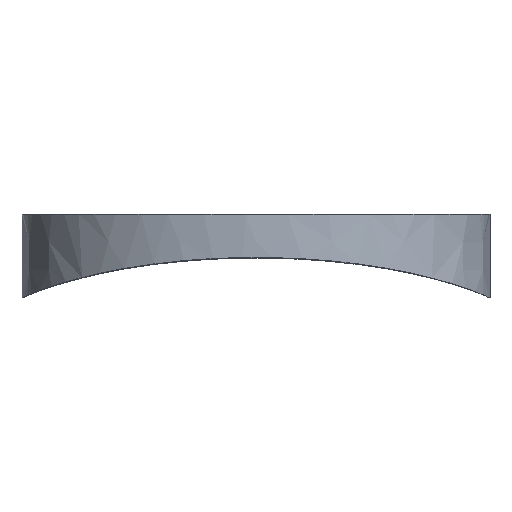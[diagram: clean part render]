
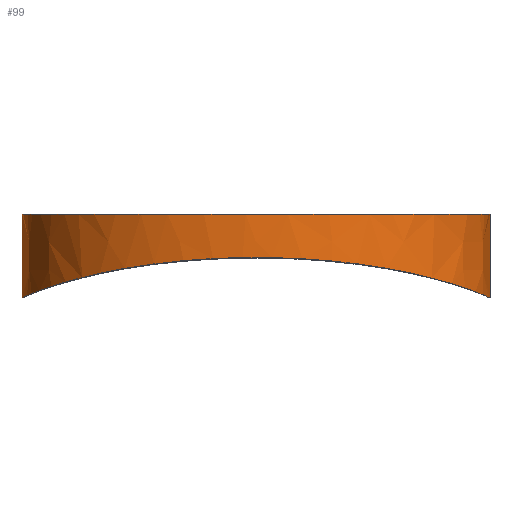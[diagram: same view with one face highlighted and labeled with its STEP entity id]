
A CAD part, top view. The second image highlights one B-rep face of the part: STEP entity #99.
In plain terms, the highlighted free-form (B-spline) face has degree [3, 3] with [13, 4] control points.
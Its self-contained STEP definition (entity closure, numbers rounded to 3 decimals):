
#18=LINE('',#406,#22);
#19=LINE('',#407,#23);
#22=VECTOR('',#126,1000.);
#23=VECTOR('',#127,1000.);
#27=B_SPLINE_SURFACE_WITH_KNOTS('',3,3,((#339,#340,#341,#342),(#343,#344,
#345,#346),(#347,#348,#349,#350),(#351,#352,#353,#354),(#355,#356,#357,
#358),(#359,#360,#361,#362),(#363,#364,#365,#366),(#367,#368,#369,#370),
(#371,#372,#373,#374),(#375,#376,#377,#378),(#379,#380,#381,#382),(#383,
#384,#385,#386),(#387,#388,#389,#390)),.UNSPECIFIED.,.F.,.F.,.F.,(4,1,1,
1,1,1,1,1,1,1,4),(4,4),(3.142,3.338,3.534,
3.927,4.32,4.712,5.105,5.498,
5.89,6.087,6.283),(0.,0.5),
 .UNSPECIFIED.);
#34=FACE_OUTER_BOUND('',#41,.T.);
#41=EDGE_LOOP('',(#80,#81,#82,#83));
#46=B_SPLINE_CURVE_WITH_KNOTS('',3,(#180,#181,#182,#183,#184,#185,#186,
#187,#188,#189,#190,#191,#192,#193,#194,#195,#196,#197,#198,#199,#200,#201,
#202,#203,#204,#205,#206,#207,#208,#209,#210,#211,#212,#213,#214,#215,#216),
 .UNSPECIFIED.,.F.,.F.,(4,3,3,3,3,3,3,3,3,3,3,3,4),(0.,0.143,
0.278,0.446,0.519,0.762,
1.017,1.273,1.515,1.71,1.756,
1.889,2.029),.UNSPECIFIED.);
#50=B_SPLINE_CURVE_WITH_KNOTS('',3,(#393,#394,#395,#396,#397,#398,#399,
#400,#401,#402,#403,#404,#405),.UNSPECIFIED.,.F.,.F.,(4,1,1,1,1,1,1,1,1,
1,4),(3.142,3.338,3.534,3.927,
4.32,4.712,5.105,5.498,5.89,
6.087,6.283),.UNSPECIFIED.);
#52=VERTEX_POINT('',#178);
#53=VERTEX_POINT('',#179);
#58=VERTEX_POINT('',#391);
#59=VERTEX_POINT('',#392);
#60=EDGE_CURVE('',#52,#53,#46,.T.);
#67=EDGE_CURVE('',#58,#59,#50,.T.);
#68=EDGE_CURVE('',#58,#52,#18,.T.);
#69=EDGE_CURVE('',#59,#53,#19,.T.);
#80=ORIENTED_EDGE('',*,*,#67,.F.);
#81=ORIENTED_EDGE('',*,*,#68,.T.);
#82=ORIENTED_EDGE('',*,*,#60,.T.);
#83=ORIENTED_EDGE('',*,*,#69,.F.);
#99=ADVANCED_FACE('',(#34),#27,.F.);
#126=DIRECTION('',(0.,-1.,0.));
#127=DIRECTION('',(0.,-1.,0.));
#178=CARTESIAN_POINT('',(-21.,0.,0.));
#179=CARTESIAN_POINT('',(7.,0.,0.));
#180=CARTESIAN_POINT('Ctrl Pts',(-21.,0.,0.));
#181=CARTESIAN_POINT('Ctrl Pts',(-21.,0.,0.956));
#182=CARTESIAN_POINT('Ctrl Pts',(-20.845,0.073,1.91));
#183=CARTESIAN_POINT('Ctrl Pts',(-20.564,0.189,2.795));
#184=CARTESIAN_POINT('Ctrl Pts',(-20.3,0.298,3.624));
#185=CARTESIAN_POINT('Ctrl Pts',(-19.907,0.454,4.448));
#186=CARTESIAN_POINT('Ctrl Pts',(-19.392,0.628,5.228));
#187=CARTESIAN_POINT('Ctrl Pts',(-18.749,0.844,6.203));
#188=CARTESIAN_POINT('Ctrl Pts',(-17.928,1.084,7.071));
#189=CARTESIAN_POINT('Ctrl Pts',(-17.04,1.299,7.776));
#190=CARTESIAN_POINT('Ctrl Pts',(-16.653,1.393,8.084));
#191=CARTESIAN_POINT('Ctrl Pts',(-16.25,1.482,8.366));
#192=CARTESIAN_POINT('Ctrl Pts',(-15.837,1.566,8.624));
#193=CARTESIAN_POINT('Ctrl Pts',(-14.468,1.843,9.478));
#194=CARTESIAN_POINT('Ctrl Pts',(-13.008,2.053,10.055));
#195=CARTESIAN_POINT('Ctrl Pts',(-11.565,2.192,10.428));
#196=CARTESIAN_POINT('Ctrl Pts',(-10.05,2.337,10.819));
#197=CARTESIAN_POINT('Ctrl Pts',(-8.541,2.406,11.));
#198=CARTESIAN_POINT('Ctrl Pts',(-7.,2.406,11.));
#199=CARTESIAN_POINT('Ctrl Pts',(-5.459,2.406,11.));
#200=CARTESIAN_POINT('Ctrl Pts',(-3.95,2.337,10.819));
#201=CARTESIAN_POINT('Ctrl Pts',(-2.435,2.192,10.428));
#202=CARTESIAN_POINT('Ctrl Pts',(-0.993,2.053,10.056));
#203=CARTESIAN_POINT('Ctrl Pts',(0.467,1.844,9.479));
#204=CARTESIAN_POINT('Ctrl Pts',(1.837,1.566,8.624));
#205=CARTESIAN_POINT('Ctrl Pts',(2.934,1.344,7.938));
#206=CARTESIAN_POINT('Ctrl Pts',(3.958,1.077,7.086));
#207=CARTESIAN_POINT('Ctrl Pts',(4.815,0.813,6.02));
#208=CARTESIAN_POINT('Ctrl Pts',(5.019,0.75,5.765));
#209=CARTESIAN_POINT('Ctrl Pts',(5.213,0.688,5.499));
#210=CARTESIAN_POINT('Ctrl Pts',(5.392,0.628,5.228));
#211=CARTESIAN_POINT('Ctrl Pts',(5.903,0.456,4.454));
#212=CARTESIAN_POINT('Ctrl Pts',(6.298,0.299,3.63));
#213=CARTESIAN_POINT('Ctrl Pts',(6.564,0.189,2.795));
#214=CARTESIAN_POINT('Ctrl Pts',(6.845,0.073,1.911));
#215=CARTESIAN_POINT('Ctrl Pts',(7.,0.,
0.956));
#216=CARTESIAN_POINT('Ctrl Pts',(7.,0.,0.));
#339=CARTESIAN_POINT('Ctrl Pts',(-21.,5.,0.));
#340=CARTESIAN_POINT('Ctrl Pts',(-21.,3.333,0.));
#341=CARTESIAN_POINT('Ctrl Pts',(-21.,1.667,0.));
#342=CARTESIAN_POINT('Ctrl Pts',(-21.,0.,0.));
#343=CARTESIAN_POINT('Ctrl Pts',(-21.,5.,0.954));
#344=CARTESIAN_POINT('Ctrl Pts',(-21.,3.333,0.954));
#345=CARTESIAN_POINT('Ctrl Pts',(-21.,1.667,0.954));
#346=CARTESIAN_POINT('Ctrl Pts',(-21.,0.,0.954));
#347=CARTESIAN_POINT('Ctrl Pts',(-20.691,5.,2.863));
#348=CARTESIAN_POINT('Ctrl Pts',(-20.691,3.333,2.863));
#349=CARTESIAN_POINT('Ctrl Pts',(-20.691,1.667,2.863));
#350=CARTESIAN_POINT('Ctrl Pts',(-20.691,0.,
2.863));
#351=CARTESIAN_POINT('Ctrl Pts',(-19.056,5.,6.136));
#352=CARTESIAN_POINT('Ctrl Pts',(-19.056,3.333,6.136));
#353=CARTESIAN_POINT('Ctrl Pts',(-19.056,1.667,6.136));
#354=CARTESIAN_POINT('Ctrl Pts',(-19.056,0.,
6.136));
#355=CARTESIAN_POINT('Ctrl Pts',(-15.931,5.,8.883));
#356=CARTESIAN_POINT('Ctrl Pts',(-15.931,3.333,8.883));
#357=CARTESIAN_POINT('Ctrl Pts',(-15.931,1.667,8.883));
#358=CARTESIAN_POINT('Ctrl Pts',(-15.931,0.,
8.883));
#359=CARTESIAN_POINT('Ctrl Pts',(-11.615,5.,10.624));
#360=CARTESIAN_POINT('Ctrl Pts',(-11.615,3.333,10.624));
#361=CARTESIAN_POINT('Ctrl Pts',(-11.615,1.667,10.624));
#362=CARTESIAN_POINT('Ctrl Pts',(-11.615,0.,
10.624));
#363=CARTESIAN_POINT('Ctrl Pts',(-7.,5.,11.188));
#364=CARTESIAN_POINT('Ctrl Pts',(-7.,3.333,11.188));
#365=CARTESIAN_POINT('Ctrl Pts',(-7.,1.667,11.188));
#366=CARTESIAN_POINT('Ctrl Pts',(-7.,0.,11.188));
#367=CARTESIAN_POINT('Ctrl Pts',(-2.385,5.,10.624));
#368=CARTESIAN_POINT('Ctrl Pts',(-2.385,3.333,10.624));
#369=CARTESIAN_POINT('Ctrl Pts',(-2.385,1.667,10.624));
#370=CARTESIAN_POINT('Ctrl Pts',(-2.385,0.,
10.624));
#371=CARTESIAN_POINT('Ctrl Pts',(1.931,5.,8.883));
#372=CARTESIAN_POINT('Ctrl Pts',(1.931,3.333,8.883));
#373=CARTESIAN_POINT('Ctrl Pts',(1.931,1.667,8.883));
#374=CARTESIAN_POINT('Ctrl Pts',(1.931,0.,
8.883));
#375=CARTESIAN_POINT('Ctrl Pts',(5.056,5.,6.136));
#376=CARTESIAN_POINT('Ctrl Pts',(5.056,3.333,6.136));
#377=CARTESIAN_POINT('Ctrl Pts',(5.056,1.667,6.136));
#378=CARTESIAN_POINT('Ctrl Pts',(5.056,0.,
6.136));
#379=CARTESIAN_POINT('Ctrl Pts',(6.691,5.,2.863));
#380=CARTESIAN_POINT('Ctrl Pts',(6.691,3.333,2.863));
#381=CARTESIAN_POINT('Ctrl Pts',(6.691,1.667,2.863));
#382=CARTESIAN_POINT('Ctrl Pts',(6.691,0.,
2.863));
#383=CARTESIAN_POINT('Ctrl Pts',(7.,5.,0.954));
#384=CARTESIAN_POINT('Ctrl Pts',(7.,3.333,0.954));
#385=CARTESIAN_POINT('Ctrl Pts',(7.,1.667,0.954));
#386=CARTESIAN_POINT('Ctrl Pts',(7.,0.,0.954));
#387=CARTESIAN_POINT('Ctrl Pts',(7.,5.,0.));
#388=CARTESIAN_POINT('Ctrl Pts',(7.,3.333,0.));
#389=CARTESIAN_POINT('Ctrl Pts',(7.,1.667,0.));
#390=CARTESIAN_POINT('Ctrl Pts',(7.,0.,0.));
#391=CARTESIAN_POINT('',(-21.,5.,0.));
#392=CARTESIAN_POINT('',(7.,5.,0.));
#393=CARTESIAN_POINT('Ctrl Pts',(-21.,5.,0.));
#394=CARTESIAN_POINT('Ctrl Pts',(-21.,5.,0.954));
#395=CARTESIAN_POINT('Ctrl Pts',(-20.691,5.,2.863));
#396=CARTESIAN_POINT('Ctrl Pts',(-19.056,5.,6.136));
#397=CARTESIAN_POINT('Ctrl Pts',(-15.931,5.,8.883));
#398=CARTESIAN_POINT('Ctrl Pts',(-11.615,5.,10.624));
#399=CARTESIAN_POINT('Ctrl Pts',(-7.,5.,11.188));
#400=CARTESIAN_POINT('Ctrl Pts',(-2.385,5.,10.624));
#401=CARTESIAN_POINT('Ctrl Pts',(1.931,5.,8.883));
#402=CARTESIAN_POINT('Ctrl Pts',(5.056,5.,6.136));
#403=CARTESIAN_POINT('Ctrl Pts',(6.691,5.,2.863));
#404=CARTESIAN_POINT('Ctrl Pts',(7.,5.,0.954));
#405=CARTESIAN_POINT('Ctrl Pts',(7.,5.,0.));
#406=CARTESIAN_POINT('',(-21.,5.,0.));
#407=CARTESIAN_POINT('',(7.,5.,0.));
